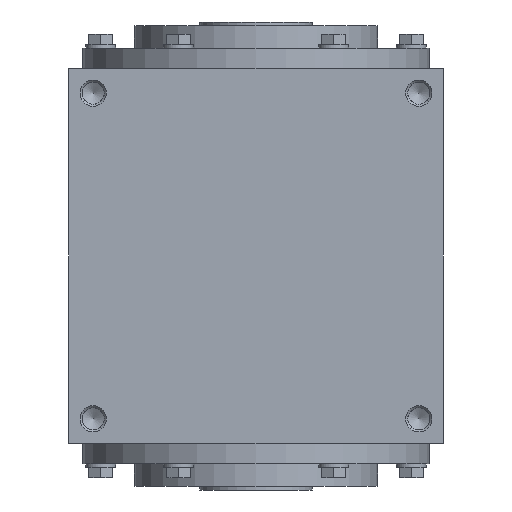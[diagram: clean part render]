
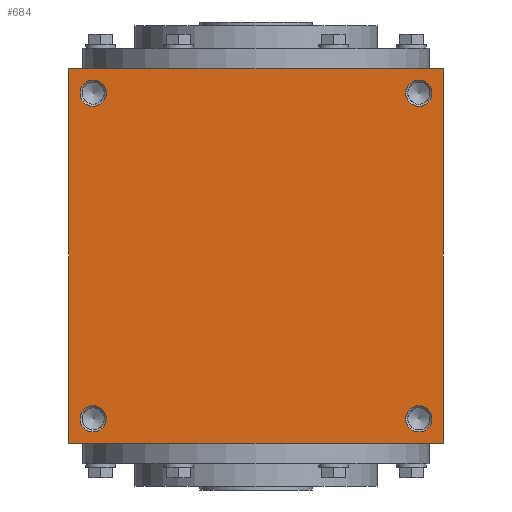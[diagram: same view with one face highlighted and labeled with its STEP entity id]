
A CAD part, left-side view. The second image highlights one B-rep face of the part: STEP entity #684.
In plain terms, the highlighted face is planar.
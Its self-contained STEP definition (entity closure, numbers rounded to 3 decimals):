
#684 = ADVANCED_FACE( '', ( #1399, #1400, #1401, #1402, #1403 ), #1404, .F. );
#1399 = FACE_BOUND( '', #2214, .T. );
#1400 = FACE_BOUND( '', #2215, .T. );
#1401 = FACE_BOUND( '', #2216, .T. );
#1402 = FACE_BOUND( '', #2217, .T. );
#1403 = FACE_OUTER_BOUND( '', #2218, .T. );
#1404 = PLANE( '', #2219 );
#2214 = EDGE_LOOP( '', ( #3573 ) );
#2215 = EDGE_LOOP( '', ( #3574 ) );
#2216 = EDGE_LOOP( '', ( #3575 ) );
#2217 = EDGE_LOOP( '', ( #3576 ) );
#2218 = EDGE_LOOP( '', ( #3577, #3578, #3579, #3580 ) );
#2219 = AXIS2_PLACEMENT_3D( '', #3581, #3582, #3583 );
#3573 = ORIENTED_EDGE( '', *, *, #4443, .F. );
#3574 = ORIENTED_EDGE( '', *, *, #4862, .T. );
#3575 = ORIENTED_EDGE( '', *, *, #4863, .F. );
#3576 = ORIENTED_EDGE( '', *, *, #4753, .T. );
#3577 = ORIENTED_EDGE( '', *, *, #4516, .F. );
#3578 = ORIENTED_EDGE( '', *, *, #4864, .F. );
#3579 = ORIENTED_EDGE( '', *, *, #4708, .F. );
#3580 = ORIENTED_EDGE( '', *, *, #4865, .F. );
#3581 = CARTESIAN_POINT( '', ( 0., 0., -100. ) );
#3582 = DIRECTION( '', ( 0., 0., 1. ) );
#3583 = DIRECTION( '', ( 1., 0., 0. ) );
#4443 = EDGE_CURVE( '', #5182, #5182, #5183, .T. );
#4516 = EDGE_CURVE( '', #5313, #5314, #5315, .T. );
#4708 = EDGE_CURVE( '', #5614, #5615, #5616, .T. );
#4753 = EDGE_CURVE( '', #5678, #5678, #5679, .T. );
#4862 = EDGE_CURVE( '', #5822, #5822, #5823, .T. );
#4863 = EDGE_CURVE( '', #5824, #5824, #5825, .T. );
#4864 = EDGE_CURVE( '', #5615, #5313, #5826, .T. );
#4865 = EDGE_CURVE( '', #5314, #5614, #5827, .T. );
#5182 = VERTEX_POINT( '', #6192 );
#5183 = CIRCLE( '', #6193, 7. );
#5313 = VERTEX_POINT( '', #6345 );
#5314 = VERTEX_POINT( '', #6346 );
#5315 = LINE( '', #6347, #6348 );
#5614 = VERTEX_POINT( '', #6732 );
#5615 = VERTEX_POINT( '', #6733 );
#5616 = LINE( '', #6734, #6735 );
#5678 = VERTEX_POINT( '', #6830 );
#5679 = CIRCLE( '', #6831, 7. );
#5822 = VERTEX_POINT( '', #7050 );
#5823 = CIRCLE( '', #7051, 7. );
#5824 = VERTEX_POINT( '', #7052 );
#5825 = CIRCLE( '', #7053, 7. );
#5826 = LINE( '', #7054, #7055 );
#5827 = LINE( '', #7056, #7057 );
#6192 = CARTESIAN_POINT( '', ( -94., 87., -100. ) );
#6193 = AXIS2_PLACEMENT_3D( '', #7479, #7480, #7481 );
#6345 = CARTESIAN_POINT( '', ( -100., 100., -100. ) );
#6346 = CARTESIAN_POINT( '', ( -100., -100., -100. ) );
#6347 = CARTESIAN_POINT( '', ( -100., 100., -100. ) );
#6348 = VECTOR( '', #7621, 1000. );
#6732 = CARTESIAN_POINT( '', ( 100., -100., -100. ) );
#6733 = CARTESIAN_POINT( '', ( 100., 100., -100. ) );
#6734 = CARTESIAN_POINT( '', ( 100., -100., -100. ) );
#6735 = VECTOR( '', #7931, 1000. );
#6830 = CARTESIAN_POINT( '', ( 94., -87., -100. ) );
#6831 = AXIS2_PLACEMENT_3D( '', #7985, #7986, #7987 );
#7050 = CARTESIAN_POINT( '', ( 94., 87., -100. ) );
#7051 = AXIS2_PLACEMENT_3D( '', #8129, #8130, #8131 );
#7052 = CARTESIAN_POINT( '', ( -94., -87., -100. ) );
#7053 = AXIS2_PLACEMENT_3D( '', #8132, #8133, #8134 );
#7054 = CARTESIAN_POINT( '', ( 100., 100., -100. ) );
#7055 = VECTOR( '', #8135, 1000. );
#7056 = CARTESIAN_POINT( '', ( -100., -100., -100. ) );
#7057 = VECTOR( '', #8136, 1000. );
#7479 = CARTESIAN_POINT( '', ( -87., 87., -100. ) );
#7480 = DIRECTION( '', ( 0., 0., -1. ) );
#7481 = DIRECTION( '', ( -1., 0., 0. ) );
#7621 = DIRECTION( '', ( 0., -1., 0. ) );
#7931 = DIRECTION( '', ( 0., 1., 0. ) );
#7985 = CARTESIAN_POINT( '', ( 87., -87., -100. ) );
#7986 = DIRECTION( '', ( 0., 0., 1. ) );
#7987 = DIRECTION( '', ( 1., 0., 0. ) );
#8129 = CARTESIAN_POINT( '', ( 87., 87., -100. ) );
#8130 = DIRECTION( '', ( 0., 0., 1. ) );
#8131 = DIRECTION( '', ( 1., 0., 0. ) );
#8132 = CARTESIAN_POINT( '', ( -87., -87., -100. ) );
#8133 = DIRECTION( '', ( 0., 0., -1. ) );
#8134 = DIRECTION( '', ( -1., 0., 0. ) );
#8135 = DIRECTION( '', ( -1., 0., 0. ) );
#8136 = DIRECTION( '', ( 1., 0., 0. ) );
